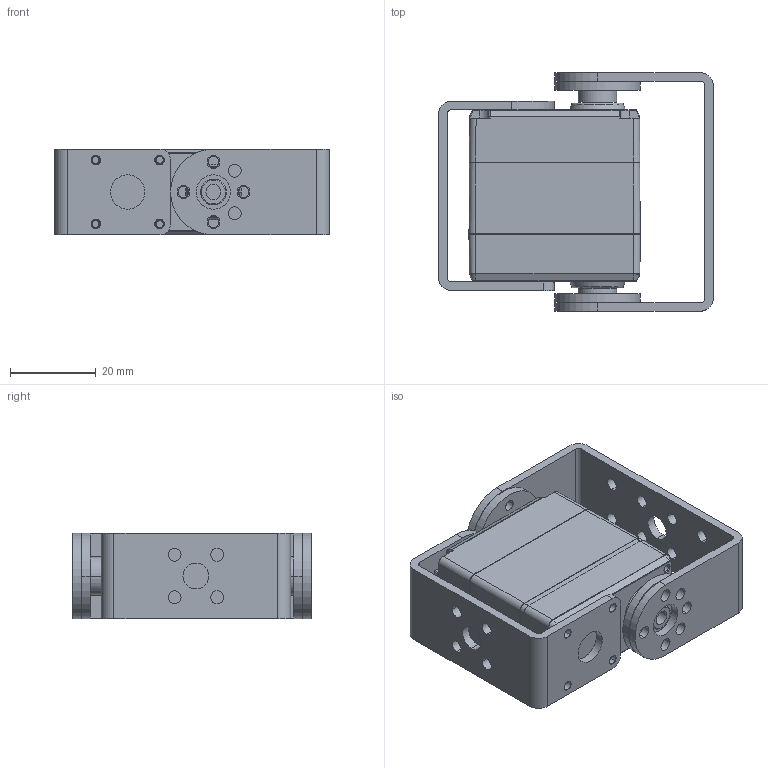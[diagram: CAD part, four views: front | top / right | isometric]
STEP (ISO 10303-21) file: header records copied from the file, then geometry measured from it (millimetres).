
FILE_DESCRIPTION((''),'2;1');
FILE_NAME('RDS3115-3D_ASM','2016-09-24T',('Administrator'),(''),'CREO PARAMETRIC BY PTC INC, 2014350','CREO PARAMETRIC BY PTC INC, 2014350','');
FILE_SCHEMA(('CONFIG_CONTROL_DESIGN'));
Length unit declared in the file: millimetre
Products named in the file (9): SG_178; ZK_142; DG_130; GE_57; DUOPAN-SG; DUOPAN-DG; ZJ-CHANG; ZJ-DUAN; RDS3115-3D_ASM
Assembly tree (8 placements, depth 2):
  RDS3115-3D_ASM
    SG_178
    ZK_142
    DG_130
    GE_57
    DUOPAN-SG
    DUOPAN-DG
    ZJ-CHANG
    ZJ-DUAN
Bounding box: 64.02 x 55.6 x 20.04 mm (x, y, z)
Volume: 34323.1 mm3; surface area: 23483.5 mm2
Topology: 8 solids, 11 shells, 591 faces, 1602 edges, 1042 vertices
Faces by surface type: cylinder 310, plane 169, cone 38, bspline 36, torus 18, sphere 16, extrusion 4
Entity records: 29214 total; most frequent: CARTESIAN_POINT 14047, ORIENTED_EDGE 3156, DIRECTION 3117, EDGE_CURVE 1578, AXIS2_PLACEMENT_3D 1214, VERTEX_POINT 1040, EDGE_LOOP 718, VECTOR 689
